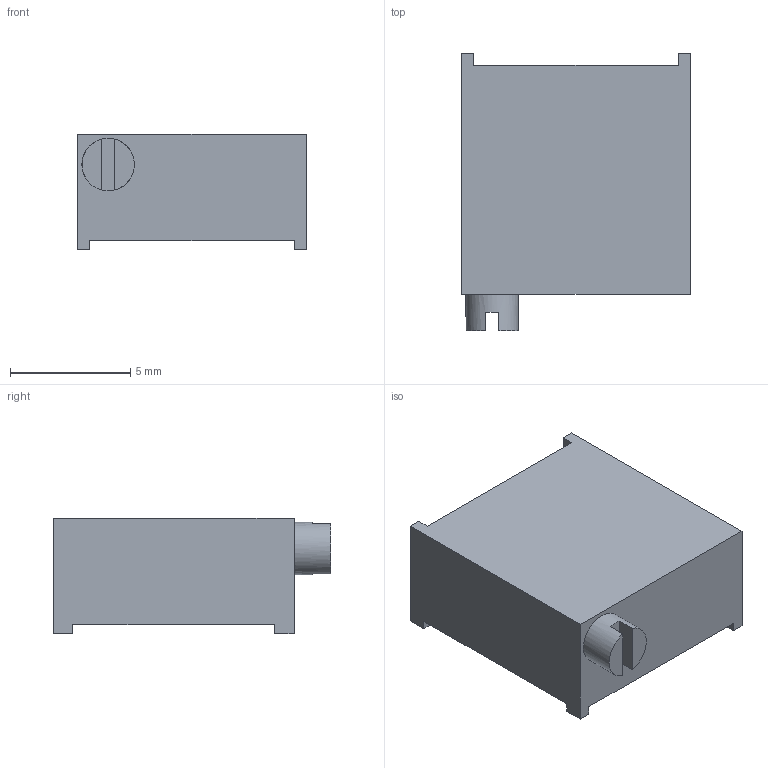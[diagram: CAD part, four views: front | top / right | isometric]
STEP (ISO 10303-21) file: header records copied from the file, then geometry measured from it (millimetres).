
FILE_DESCRIPTION(/* description */ (''),/* implementation_level */ '2;1');
FILE_NAME(/* name */ 'TRIMMER_VERTICAL_ACOSTADO v1.step',/* time_stamp */ '2019-09-26T08:53:59-05:00',/* author */ (''),/* organization */ (''),/* preprocessor_version */ 'ST-DEVELOPER v18',/* originating_system */ 'Autodesk Translation Framework v8.6.0.1094',/* authorisation */ '');
FILE_SCHEMA (('AUTOMOTIVE_DESIGN { 1 0 10303 214 3 1 1 }'));
Length unit declared in the file: millimetre
Products named in the file (1): TRIMMER_VERTICAL_ACOSTADO
Bounding box: 9.53 x 11.56 x 4.83 mm (x, y, z)
Volume: 411 mm3; surface area: 377.7 mm2
Topology: 1 solids, 1 shells, 26 faces, 69 edges, 46 vertices
Faces by surface type: plane 25, cylinder 1
Full cylindrical faces by diameter (mm): 2.184 x1
Entity records: 852 total; most frequent: CARTESIAN_POINT 142, ORIENTED_EDGE 138, DIRECTION 129, EDGE_CURVE 69, LINE 63, VECTOR 63, VERTEX_POINT 46, AXIS2_PLACEMENT_3D 33
